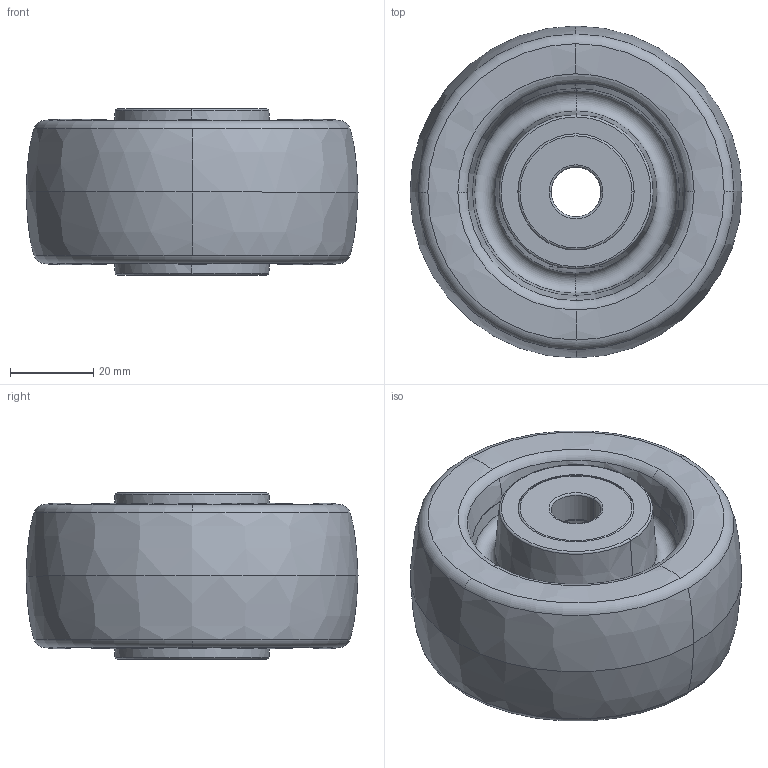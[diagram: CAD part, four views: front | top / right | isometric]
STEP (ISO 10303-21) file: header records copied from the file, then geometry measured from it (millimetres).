
FILE_DESCRIPTION (( 'STEP AP214' ), '1' );
FILE_NAME ('0014380.step', '2021-02-15T07:54:48', ( '' ), ( '' ), 'SwSTEP 2.0', 'SolidWorks 2020', '' );
FILE_SCHEMA (( 'AUTOMOTIVE_DESIGN' ));
Length unit declared in the file: millimetre
Products named in the file (1): 0014380
Bounding box: 80 x 80 x 40 mm (x, y, z)
Volume: 139495.5 mm3; surface area: 30689.2 mm2
Topology: 3 solids, 9 shells, 179 faces, 441 edges, 284 vertices
Faces by surface type: torus 80, cone 32, bspline 24, plane 22, cylinder 21
Entity records: 6811 total; most frequent: CARTESIAN_POINT 2563, ORIENTED_EDGE 882, DIRECTION 791, EDGE_CURVE 441, AXIS2_PLACEMENT_3D 376, VERTEX_POINT 284, CIRCLE 220, EDGE_LOOP 189
